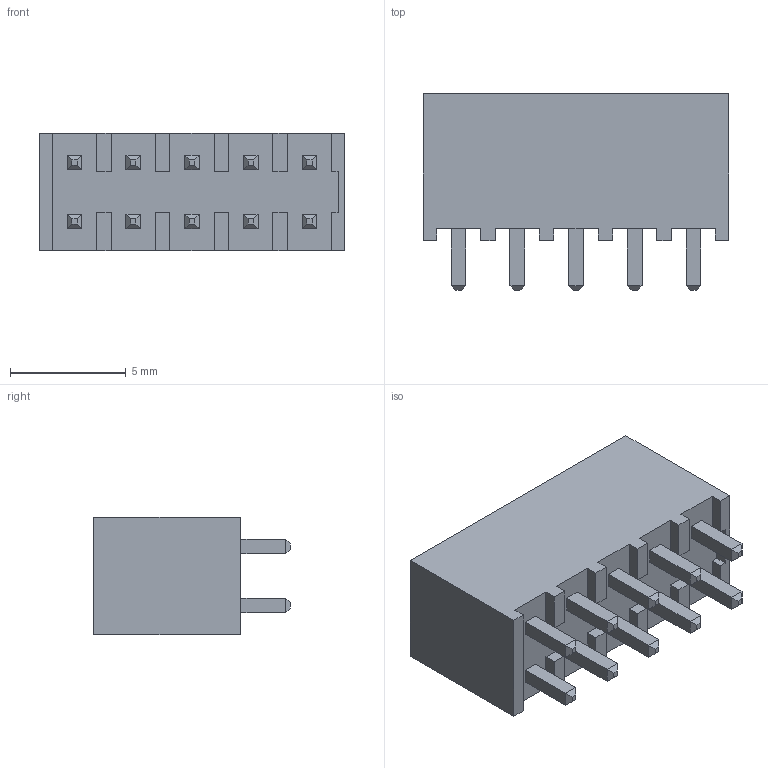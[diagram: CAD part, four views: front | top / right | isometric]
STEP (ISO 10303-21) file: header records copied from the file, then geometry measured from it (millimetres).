
FILE_DESCRIPTION (( 'STEP AP214' ), '1' );
FILE_NAME ('Samtec-$PARTNUMBER.STEP', '2010-12-01T09:09:48', ( 'Solidworks' ), ( 'Solidworks' ), 'SwSTEP 2.0', 'SolidWorks 2011', '' );
FILE_SCHEMA (( 'AUTOMOTIVE_DESIGN' ));
Length unit declared in the file: inch
Products named in the file (1): Samtec-$PARTNUMBER
Bounding box: 13.21 x 8.51 x 5.08 mm (x, y, z)
Volume: 278.6 mm3; surface area: 830 mm2
Topology: 1 solids, 1 shells, 338 faces, 788 edges, 482 vertices
Faces by surface type: plane 278, cylinder 50, bspline 10
Entity records: 11474 total; most frequent: CARTESIAN_POINT 1962, ORIENTED_EDGE 1576, DIRECTION 1408, EDGE_CURVE 788, VECTOR 704, LINE 704, VERTEX_POINT 482, EDGE_LOOP 368
